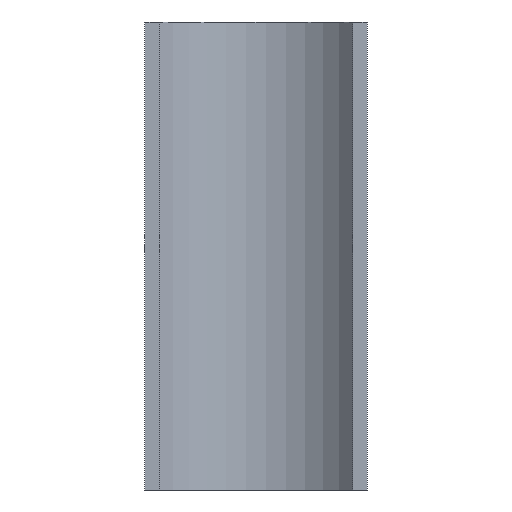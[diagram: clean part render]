
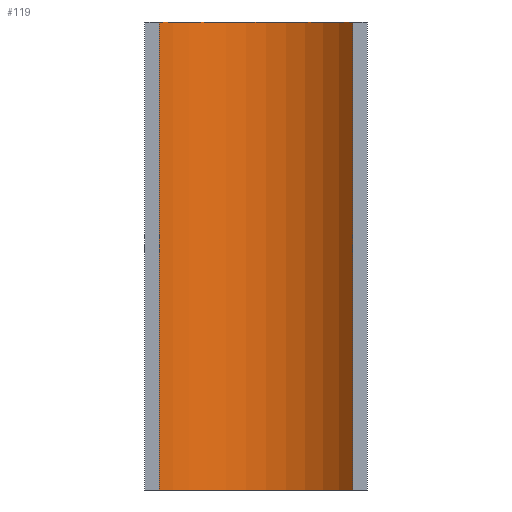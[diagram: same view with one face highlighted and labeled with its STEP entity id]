
A CAD part, front view. The second image highlights one B-rep face of the part: STEP entity #119.
In plain terms, the highlighted cylindrical face has radius 16 mm (diameter 32 mm), a partial arc.
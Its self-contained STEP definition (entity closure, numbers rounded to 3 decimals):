
#2 = AXIS2_PLACEMENT_3D ( 'NONE', #169, #186, #120 ) ;
#4 = VERTEX_POINT ( 'NONE', #182 ) ;
#7 = VECTOR ( 'NONE', #129, 1000. ) ;
#12 = AXIS2_PLACEMENT_3D ( 'NONE', #88, #134, #178 ) ;
#32 = CARTESIAN_POINT ( 'NONE',  ( 12.377, 10.14, 0. ) ) ;
#37 = CARTESIAN_POINT ( 'NONE',  ( 0., 0., 0. ) ) ;
#38 = EDGE_CURVE ( 'NONE', #127, #132, #72, .T. ) ;
#52 = ORIENTED_EDGE ( 'NONE', *, *, #68, .T. ) ;
#53 = CARTESIAN_POINT ( 'NONE',  ( 12.377, 10.14, 60. ) ) ;
#67 = CARTESIAN_POINT ( 'NONE',  ( -12.377, 10.14, 60. ) ) ;
#68 = EDGE_CURVE ( 'NONE', #127, #180, #97, .T. ) ;
#71 = ORIENTED_EDGE ( 'NONE', *, *, #38, .F. ) ;
#72 = LINE ( 'NONE', #53, #7 ) ;
#73 = EDGE_CURVE ( 'NONE', #180, #4, #104, .T. ) ;
#83 = EDGE_CURVE ( 'NONE', #132, #4, #199, .T. ) ;
#88 = CARTESIAN_POINT ( 'NONE',  ( 0., 0., 60. ) ) ;
#95 = CYLINDRICAL_SURFACE ( 'NONE', #2, 16. ) ;
#97 = CIRCLE ( 'NONE', #12, 16. ) ;
#100 = DIRECTION ( 'NONE',  ( 0., 0., 1. ) ) ;
#101 = EDGE_LOOP ( 'NONE', ( #168, #71, #52, #117 ) ) ;
#104 = LINE ( 'NONE', #67, #181 ) ;
#117 = ORIENTED_EDGE ( 'NONE', *, *, #73, .T. ) ;
#119 = ADVANCED_FACE ( 'NONE', ( #122 ), #95, .F. ) ;
#120 = DIRECTION ( 'NONE',  ( -1., 0., 0. ) ) ;
#122 = FACE_OUTER_BOUND ( 'NONE', #101, .T. ) ;
#127 = VERTEX_POINT ( 'NONE', #185 ) ;
#129 = DIRECTION ( 'NONE',  ( 0., 0., -1. ) ) ;
#130 = DIRECTION ( 'NONE',  ( 0., 0., -1. ) ) ;
#131 = AXIS2_PLACEMENT_3D ( 'NONE', #37, #100, #148 ) ;
#132 = VERTEX_POINT ( 'NONE', #32 ) ;
#134 = DIRECTION ( 'NONE',  ( 0., 0., 1. ) ) ;
#148 = DIRECTION ( 'NONE',  ( 1., 0., 0. ) ) ;
#152 = CARTESIAN_POINT ( 'NONE',  ( -12.377, 10.14, 60. ) ) ;
#168 = ORIENTED_EDGE ( 'NONE', *, *, #83, .F. ) ;
#169 = CARTESIAN_POINT ( 'NONE',  ( 0., 0., 60. ) ) ;
#178 = DIRECTION ( 'NONE',  ( 1., 0., 0. ) ) ;
#180 = VERTEX_POINT ( 'NONE', #152 ) ;
#181 = VECTOR ( 'NONE', #130, 1000. ) ;
#182 = CARTESIAN_POINT ( 'NONE',  ( -12.377, 10.14, 0. ) ) ;
#185 = CARTESIAN_POINT ( 'NONE',  ( 12.377, 10.14, 60. ) ) ;
#186 = DIRECTION ( 'NONE',  ( 0., 0., -1. ) ) ;
#199 = CIRCLE ( 'NONE', #131, 16. ) ;
